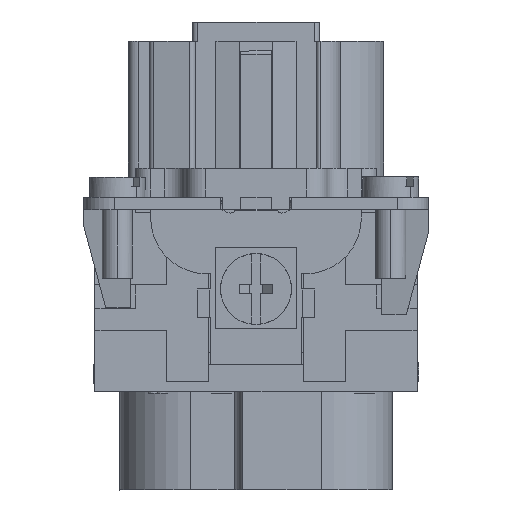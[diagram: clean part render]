
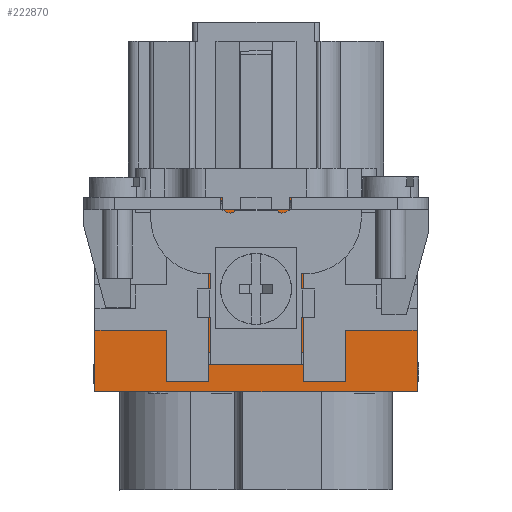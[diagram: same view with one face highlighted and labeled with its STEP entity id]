
A CAD part, front view. The second image highlights one B-rep face of the part: STEP entity #222870.
In plain terms, the highlighted face is planar.
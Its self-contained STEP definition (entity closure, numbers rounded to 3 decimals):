
#27250=CARTESIAN_POINT('',(-27.6,19.2,-15.9));
#27260=VERTEX_POINT('',#27250);
#27290=CARTESIAN_POINT('',(-27.6,0.,-15.9));
#27300=DIRECTION('',(0.,1.,0.));
#27310=VECTOR('',#27300,1.);
#27320=LINE('',#27290,#27310);
#27330=CARTESIAN_POINT('',(-27.6,13.15,-15.9));
#27340=VERTEX_POINT('',#27330);
#27350=EDGE_CURVE('',#27340,#27260,#27320,.T.);
#44500=CARTESIAN_POINT('',(-27.6,19.2,15.9));
#44510=VERTEX_POINT('',#44500);
#44540=CARTESIAN_POINT('',(-27.6,19.2,15.4));
#44550=DIRECTION('',(0.,0.,-1.));
#44560=VECTOR('',#44550,1.);
#44570=LINE('',#44540,#44560);
#44580=EDGE_CURVE('',#44510,#27260,#44570,.T.);
#197460=CARTESIAN_POINT('',(-27.6,0.,4.65));
#197470=VERTEX_POINT('',#197460);
#198380=CARTESIAN_POINT('',(-27.6,0.,-4.65));
#198390=VERTEX_POINT('',#198380);
#198420=CARTESIAN_POINT('',(-27.6,0.,0.));
#198430=DIRECTION('',(0.,0.,1.));
#198440=VECTOR('',#198430,1.);
#198450=LINE('',#198420,#198440);
#198460=EDGE_CURVE('',#198390,#197470,#198450,.T.);
#217410=CARTESIAN_POINT('',(-27.6,16.1,4.65));
#217420=DIRECTION('',(0.,-1.,0.));
#217430=VECTOR('',#217420,1.);
#217440=LINE('',#217410,#217430);
#217450=CARTESIAN_POINT('',(-27.6,16.1,4.65));
#217460=VERTEX_POINT('',#217450);
#217470=EDGE_CURVE('',#217460,#197470,#217440,.T.);
#219150=CARTESIAN_POINT('',(-27.6,16.1,4.65));
#219160=DIRECTION('',(0.,0.,1.));
#219170=VECTOR('',#219160,1.);
#219180=LINE('',#219150,#219170);
#219190=CARTESIAN_POINT('',(-27.6,16.1,8.8));
#219200=VERTEX_POINT('',#219190);
#219210=EDGE_CURVE('',#217460,#219200,#219180,.T.);
#221180=CARTESIAN_POINT('',(-27.6,16.1,-8.8));
#221190=VERTEX_POINT('',#221180);
#221220=CARTESIAN_POINT('',(-27.6,16.1,-8.8));
#221230=DIRECTION('',(0.,0.,1.));
#221240=VECTOR('',#221230,1.);
#221250=LINE('',#221220,#221240);
#221260=CARTESIAN_POINT('',(-27.6,16.1,-4.65));
#221270=VERTEX_POINT('',#221260);
#221280=EDGE_CURVE('',#221190,#221270,#221250,.T.);
#222210=CARTESIAN_POINT('',(-27.6,16.1,-4.65));
#222220=DIRECTION('',(0.,-1.,0.));
#222230=VECTOR('',#222220,1.);
#222240=LINE('',#222210,#222230);
#222250=EDGE_CURVE('',#221270,#198390,#222240,.T.);
#222370=CARTESIAN_POINT('',(-27.6,-0.5,-15.9));
#222380=DIRECTION('',(-1.,0.,0.));
#222390=DIRECTION('',(0.,0.,1.));
#222400=AXIS2_PLACEMENT_3D('',#222370,#222380,#222390);
#222410=PLANE('',#222400);
#222420=CARTESIAN_POINT('',(-27.6,13.15,8.8));
#222430=DIRECTION('',(0.,0.,1.));
#222440=VECTOR('',#222430,1.);
#222450=LINE('',#222420,#222440);
#222460=CARTESIAN_POINT('',(-27.6,13.15,8.8));
#222470=VERTEX_POINT('',#222460);
#222480=CARTESIAN_POINT('',(-27.6,13.15,15.9));
#222490=VERTEX_POINT('',#222480);
#222500=EDGE_CURVE('',#222470,#222490,#222450,.T.);
#222510=ORIENTED_EDGE('',*,*,#222500,.T.);
#222520=CARTESIAN_POINT('',(-27.6,13.15,8.8));
#222530=DIRECTION('',(0.,1.,0.));
#222540=VECTOR('',#222530,1.);
#222550=LINE('',#222520,#222540);
#222560=EDGE_CURVE('',#222470,#219200,#222550,.T.);
#222570=ORIENTED_EDGE('',*,*,#222560,.F.);
#222580=ORIENTED_EDGE('',*,*,#219210,.T.);
#222590=ORIENTED_EDGE('',*,*,#217470,.F.);
#222600=ORIENTED_EDGE('',*,*,#198460,.T.);
#222610=ORIENTED_EDGE('',*,*,#222250,.T.);
#222620=ORIENTED_EDGE('',*,*,#221280,.T.);
#222630=CARTESIAN_POINT('',(-27.6,16.1,-8.8));
#222640=DIRECTION('',(0.,-1.,0.));
#222650=VECTOR('',#222640,1.);
#222660=LINE('',#222630,#222650);
#222670=CARTESIAN_POINT('',(-27.6,13.15,-8.8));
#222680=VERTEX_POINT('',#222670);
#222690=EDGE_CURVE('',#221190,#222680,#222660,.T.);
#222700=ORIENTED_EDGE('',*,*,#222690,.F.);
#222710=CARTESIAN_POINT('',(-27.6,13.15,-8.8));
#222720=DIRECTION('',(0.,0.,-1.));
#222730=VECTOR('',#222720,1.);
#222740=LINE('',#222710,#222730);
#222750=EDGE_CURVE('',#222680,#27340,#222740,.T.);
#222760=ORIENTED_EDGE('',*,*,#222750,.F.);
#222770=ORIENTED_EDGE('',*,*,#27350,.F.);
#222780=ORIENTED_EDGE('',*,*,#44580,.T.);
#222790=CARTESIAN_POINT('',(-27.6,0.,15.9));
#222800=DIRECTION('',(0.,1.,0.));
#222810=VECTOR('',#222800,1.);
#222820=LINE('',#222790,#222810);
#222830=EDGE_CURVE('',#222490,#44510,#222820,.T.);
#222840=ORIENTED_EDGE('',*,*,#222830,.T.);
#222850=EDGE_LOOP('',(#222840,#222780,#222770,#222760,#222700,#222620,
#222610,#222600,#222590,#222580,#222570,#222510));
#222860=FACE_OUTER_BOUND('',#222850,.T.);
#222870=ADVANCED_FACE('',(#222860),#222410,.T.);
